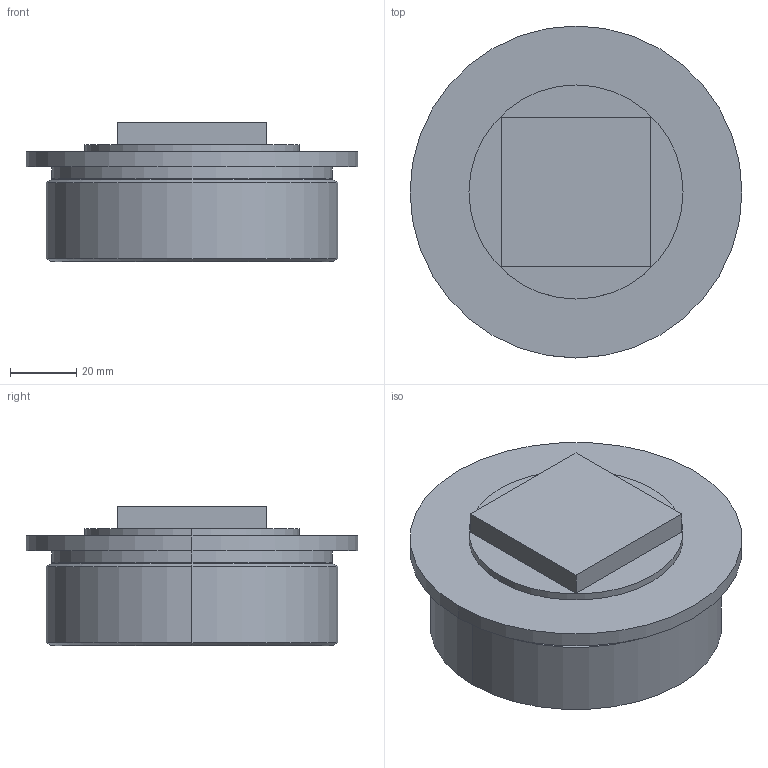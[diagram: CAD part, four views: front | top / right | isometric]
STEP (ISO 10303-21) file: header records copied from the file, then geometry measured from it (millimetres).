
FILE_DESCRIPTION (( 'STEP AP203' ), '1' );
FILE_NAME ('11-0237-11_outokumpu.step', '2015-08-11T13:36:49', ( '' ), ( '' ), 'SwSTEP 2.0', 'SolidWorks 2008', '' );
FILE_SCHEMA (( 'CONFIG_CONTROL_DESIGN' ));
Length unit declared in the file: millimetre
Products named in the file (1): 11-0237-11_outokumpu
Bounding box: 100 x 100 x 42 mm (x, y, z)
Volume: 227203.8 mm3; surface area: 27163.4 mm2
Topology: 1 solids, 1 shells, 23 faces, 46 edges, 28 vertices
Faces by surface type: plane 9, cylinder 8, cone 4, torus 2
Entity records: 675 total; most frequent: DIRECTION 116, CARTESIAN_POINT 98, ORIENTED_EDGE 92, AXIS2_PLACEMENT_3D 46, EDGE_CURVE 46, VERTEX_POINT 28, EDGE_LOOP 26, VECTOR 24
